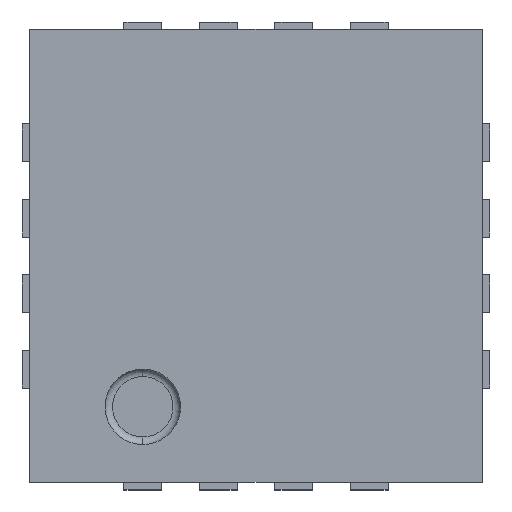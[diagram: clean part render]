
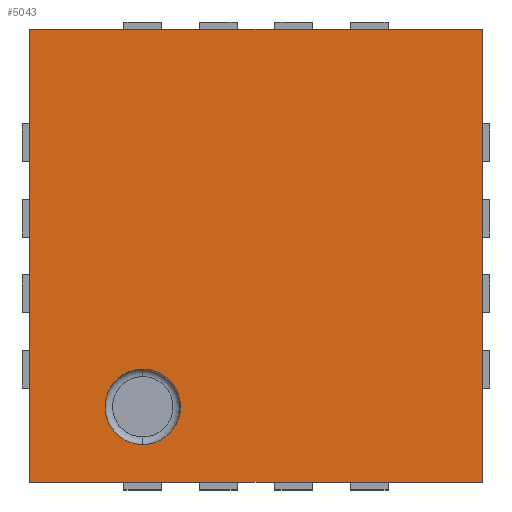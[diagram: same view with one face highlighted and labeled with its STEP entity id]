
A CAD part, top view. The second image highlights one B-rep face of the part: STEP entity #5043.
In plain terms, the highlighted planar face has unit normal (0, 0, 1).
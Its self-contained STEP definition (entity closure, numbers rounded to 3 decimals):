
#4865 = CARTESIAN_POINT ( 'NONE',  ( -0.75, -0.75, 0.8 ) ) ;
#4866 = VERTEX_POINT ( 'NONE', #4865 ) ;
#4874 = CARTESIAN_POINT ( 'NONE',  ( -0.75, -1.25, 0.8 ) ) ;
#4875 = VERTEX_POINT ( 'NONE', #4874 ) ;
#4876 = CARTESIAN_POINT ( 'NONE',  ( -0.75, -1., 0.8 ) ) ;
#4877 = DIRECTION ( 'NONE',  ( 0., 0., 1. ) ) ;
#4878 = DIRECTION ( 'NONE',  ( 0., -1., 0. ) ) ;
#4879 = AXIS2_PLACEMENT_3D ( 'NONE', #4876, #4877, #4878 ) ;
#4880 = CIRCLE ( 'NONE', #4879, 0.25) ;
#4881 = EDGE_CURVE ( 'NONE', #4866, #4875, #4880, .T. ) ;
#4908 = CARTESIAN_POINT ( 'NONE',  ( -1.5, -1.5, 0.8 ) ) ;
#4909 = VERTEX_POINT ( 'NONE', #4908 ) ;
#4916 = CARTESIAN_POINT ( 'NONE',  ( -1.5, 1.5, 0.8 ) ) ;
#4917 = VERTEX_POINT ( 'NONE', #4916 ) ;
#4918 = CARTESIAN_POINT ( 'NONE',  ( -1.5, -1.5, 0.8 ) ) ;
#4919 = DIRECTION ( 'NONE',  ( 0., -1., 0. ) ) ;
#4920 = VECTOR ( 'NONE', #4919, 1000. ) ;
#4921 = LINE ( 'NONE', #4918, #4920 ) ;
#4922 = EDGE_CURVE ( 'NONE', #4917, #4909, #4921, .T. ) ;
#4946 = CARTESIAN_POINT ( 'NONE',  ( 1.5, -1.5, 0.8 ) ) ;
#4947 = VERTEX_POINT ( 'NONE', #4946 ) ;
#4954 = CARTESIAN_POINT ( 'NONE',  ( 1.5, -1.5, 0.8 ) ) ;
#4955 = DIRECTION ( 'NONE',  ( 1., 0., 0. ) ) ;
#4956 = VECTOR ( 'NONE', #4955, 1000. ) ;
#4957 = LINE ( 'NONE', #4954, #4956 ) ;
#4958 = EDGE_CURVE ( 'NONE', #4909, #4947, #4957, .T. ) ;
#4977 = CARTESIAN_POINT ( 'NONE',  ( 1.5, 1.5, 0.8 ) ) ;
#4978 = VERTEX_POINT ( 'NONE', #4977 ) ;
#4985 = CARTESIAN_POINT ( 'NONE',  ( 1.5, -1.5, 0.8 ) ) ;
#4986 = DIRECTION ( 'NONE',  ( 0., 1., 0. ) ) ;
#4987 = VECTOR ( 'NONE', #4986, 1000. ) ;
#4988 = LINE ( 'NONE', #4985, #4987 ) ;
#4989 = EDGE_CURVE ( 'NONE', #4947, #4978, #4988, .T. ) ;
#5007 = CARTESIAN_POINT ( 'NONE',  ( 1.5, 1.5, 0.8 ) ) ;
#5008 = DIRECTION ( 'NONE',  ( -1., 0., 0. ) ) ;
#5009 = VECTOR ( 'NONE', #5008, 1000. ) ;
#5010 = LINE ( 'NONE', #5007, #5009 ) ;
#5011 = EDGE_CURVE ( 'NONE', #4978, #4917, #5010, .T. ) ;
#5022 = CARTESIAN_POINT ( 'NONE',  ( -0.75, -1., 0.8 ) ) ;
#5023 = DIRECTION ( 'NONE',  ( 0., 0., 1. ) ) ;
#5024 = DIRECTION ( 'NONE',  ( 0., -1., 0. ) ) ;
#5025 = AXIS2_PLACEMENT_3D ( 'NONE', #5022, #5023, #5024 ) ;
#5026 = CIRCLE ( 'NONE', #5025, 0.25) ;
#5027 = EDGE_CURVE ( 'NONE', #4875, #4866, #5026, .T. ) ;
#5028 = ORIENTED_EDGE ( 'NONE', *, *, #5027, .F. ) ;
#5029 = ORIENTED_EDGE ( 'NONE', *, *, #4881, .F. ) ;
#5030 = EDGE_LOOP ( 'NONE', ( #5028, #5029 ) ) ;
#5031 = FACE_BOUND ( 'NONE', #5030, .T. ) ;
#5032 = ORIENTED_EDGE ( 'NONE', *, *, #4922, .T. ) ;
#5033 = ORIENTED_EDGE ( 'NONE', *, *, #4958, .T. ) ;
#5034 = ORIENTED_EDGE ( 'NONE', *, *, #4989, .T. ) ;
#5035 = ORIENTED_EDGE ( 'NONE', *, *, #5011, .T. ) ;
#5036 = EDGE_LOOP ( 'NONE', ( #5032, #5033, #5034, #5035 ) ) ;
#5037 = FACE_OUTER_BOUND ( 'NONE', #5036, .T. ) ;
#5038 = CARTESIAN_POINT ( 'NONE',  ( 0., 0., 0.8 ) ) ;
#5039 = DIRECTION ( 'NONE',  ( 0., 0., 1. ) ) ;
#5040 = DIRECTION ( 'NONE',  ( 0., -1., 0. ) ) ;
#5041 = AXIS2_PLACEMENT_3D ( 'NONE', #5038, #5039, #5040 ) ;
#5042 = PLANE ( 'NONE', #5041 ) ;
#5043 = ADVANCED_FACE ( 'NONE', ( #5031, #5037 ), #5042, .T. ) ;
